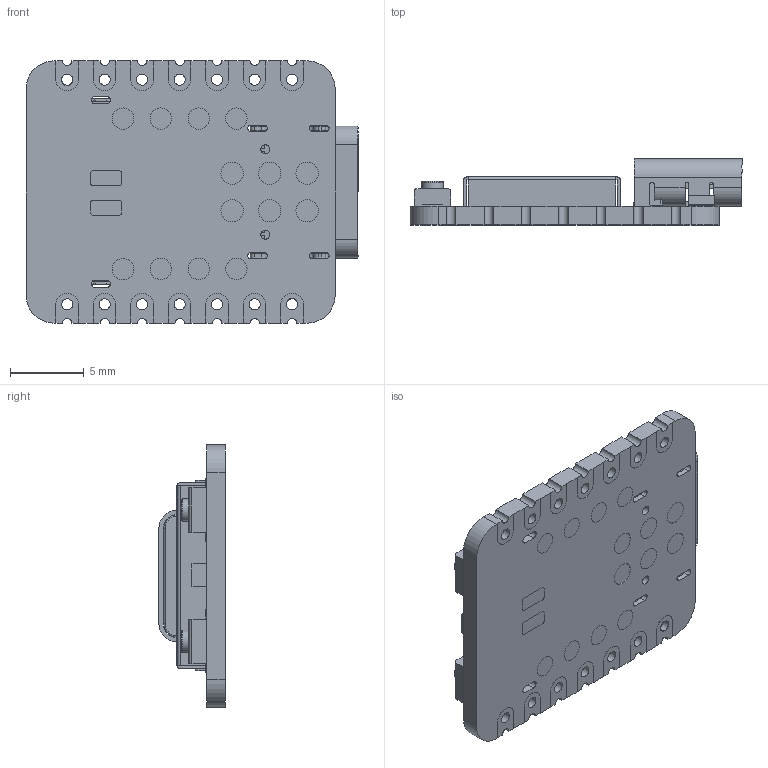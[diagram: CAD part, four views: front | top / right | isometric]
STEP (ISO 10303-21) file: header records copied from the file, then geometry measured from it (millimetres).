
FILE_DESCRIPTION(/* description */ ('','CAx-IF Rec.Pracs.---Representation and Presentation of Product Manufacturing Information (PMI)---4.0---2014-10-13'),/* implementation_level */ '2;1');
FILE_NAME(/* name */ 'Seeed Studio XIAO RA4M1 v3.step',/* time_stamp */ '2025-02-15T17:14:10+05:30',/* author */ (''),/* organization */ (''),/* preprocessor_version */ 'ST-DEVELOPER v20',/* originating_system */ 'Autodesk Translation Framework v13.20.0.188',/* authorisation */ '');
FILE_SCHEMA (('AP242_MANAGED_MODEL_BASED_3D_ENGINEERING_MIM_LF { 1 0 10303 442 1 1 4 }'));
Length unit declared in the file: millimetre
Products named in the file (35): Seeed Studio XIAO RA4M1; XIAO RA4M1; XIAO RA4M1 (1); XIAO-ESP32S3 v2 v1; Seeed Studio XIAO-ESP32-S3 (Sense); USB TYPE C PORT; USB TYPE C PORT (1); BOSS-EXTRUDE14_8_; BOSS-EXTRUDE7_4_; BOSS-EXTRUDE7_3_; BOSS-EXTRUDE14_4_; BOSS-EXTRUDE14_2_; BOSS-EXTRUDE14_11_; BOSS-EXTRUDE7_7_; BOSS-EXTRUDE14_9_; BOSS-EXTRUDE14_3_; BOSS-EXTRUDE14_7_; MIRROR2; BOSS-EXTRUDE14_5_; BOSS-EXTRUDE14_12_; BOSS-EXTRUDE7_8_; BOSS-EXTRUDE7_1_; BOSS-EXTRUDE14_10_; BOSS-EXTRUDE7_9_; BOSS-EXTRUDE14_6_; CHAMFER9; BOSS-EXTRUDE14_1_; BOSS-EXTRUDE7_6_; BOSS-EXTRUDE7_2_; CUT-EXTRUDE5; BOSS-EXTRUDE7_5_; SKTAAAE010 v1; Body; Shield; Button (1)
Assembly tree (36 placements, depth 8):
  Seeed Studio XIAO RA4M1
    XIAO RA4M1
      XIAO RA4M1 (1)
        XIAO-ESP32S3 v2 v1
          Seeed Studio XIAO-ESP32-S3 (Sense)
            USB TYPE C PORT
              USB TYPE C PORT (1)
                BOSS-EXTRUDE14_8_
                BOSS-EXTRUDE7_4_
                BOSS-EXTRUDE7_3_
                BOSS-EXTRUDE14_4_
                BOSS-EXTRUDE14_2_
                BOSS-EXTRUDE14_11_
                BOSS-EXTRUDE7_7_
                BOSS-EXTRUDE14_9_
                BOSS-EXTRUDE14_3_
                BOSS-EXTRUDE14_7_
                MIRROR2
                BOSS-EXTRUDE14_5_
                BOSS-EXTRUDE14_12_
                BOSS-EXTRUDE7_8_
                BOSS-EXTRUDE7_1_
                BOSS-EXTRUDE14_10_
                BOSS-EXTRUDE7_9_
                BOSS-EXTRUDE14_6_
                CHAMFER9
                BOSS-EXTRUDE14_1_
                BOSS-EXTRUDE7_6_
                BOSS-EXTRUDE7_2_
                CUT-EXTRUDE5
                BOSS-EXTRUDE7_5_
            SKTAAAE010 v1  x2
              Body
        Button (1)  x2
        Shield
Bounding box: 22.5 x 4.49 x 17.78 mm (x, y, z)
Volume: 630.6 mm3; surface area: 2355.3 mm2
Topology: 42 solids, 47 shells, 1569 faces, 4201 edges, 2760 vertices
Faces by surface type: plane 1098, bspline 224, cylinder 221, torus 14, cone 6, sphere 6
Full cylindrical faces by diameter (mm): 0.5 x2, 0.6 x2, 0.75 x14, 1.454 x16, 1.5 x2, 1.524 x6
Entity records: 49908 total; most frequent: CARTESIAN_POINT 11444, ORIENTED_EDGE 8278, DIRECTION 6946, EDGE_CURVE 4139, LINE 3218, VECTOR 3218, VERTEX_POINT 2720, AXIS2_PLACEMENT_3D 1864
